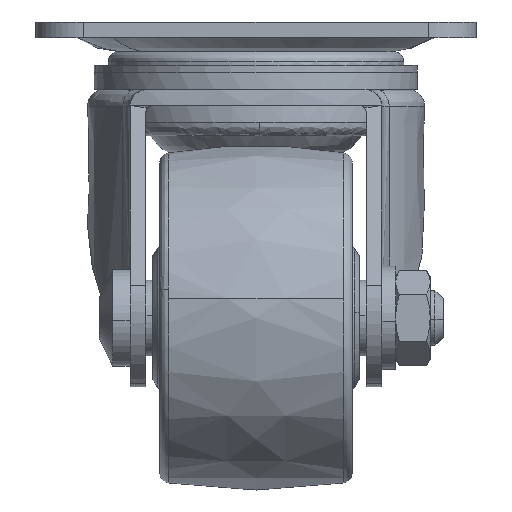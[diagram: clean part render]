
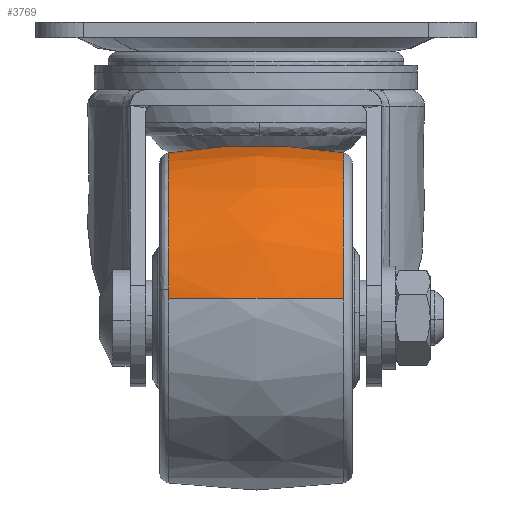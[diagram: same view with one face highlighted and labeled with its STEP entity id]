
A CAD part, left-side view. The second image highlights one B-rep face of the part: STEP entity #3769.
In plain terms, the highlighted free-form (B-spline) face has degree [2, 2] with [5, 5] control points.
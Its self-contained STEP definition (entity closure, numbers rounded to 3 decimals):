
#2201=CARTESIAN_POINT('',(0.0,-12.739,-19.021));
#2202=VERTEX_POINT('',#2201);
#2216=CARTESIAN_POINT('',(-23.819,-12.739,-40.231));
#2217=VERTEX_POINT('',#2216);
#2218=CARTESIAN_POINT('',(0.0,-12.739,-19.021));
#2219=CARTESIAN_POINT('',(-21.353,-12.739,-19.021));
#2220=CARTESIAN_POINT('',(-23.819,-12.739,-40.231));
#2228=(BOUNDED_CURVE()B_SPLINE_CURVE(2,(#2218,#2219,#2220),.UNSPECIFIED.,.F.,.U.)B_SPLINE_CURVE_WITH_KNOTS((3,3),(0.5,0.73),.UNSPECIFIED.)CURVE()GEOMETRIC_REPRESENTATION_ITEM()RATIONAL_B_SPLINE_CURVE((1.0,0.731,0.957))REPRESENTATION_ITEM(''));
#2229=EDGE_CURVE('',#2202,#2217,#2228,.T.);
#3432=CARTESIAN_POINT('',(0.0,12.739,-19.021));
#3433=VERTEX_POINT('',#3432);
#3496=CARTESIAN_POINT('',(-23.609,12.739,-38.803));
#3497=VERTEX_POINT('',#3496);
#3511=CARTESIAN_POINT('',(0.0,12.739,-19.021));
#3512=CARTESIAN_POINT('',(-20.092,12.739,-19.021));
#3513=CARTESIAN_POINT('',(-23.609,12.739,-38.803));
#3521=(BOUNDED_CURVE()B_SPLINE_CURVE(2,(#3511,#3512,#3513),.UNSPECIFIED.,.F.,.U.)B_SPLINE_CURVE_WITH_KNOTS((3,3),(0.5,0.72),.UNSPECIFIED.)CURVE()GEOMETRIC_REPRESENTATION_ITEM()RATIONAL_B_SPLINE_CURVE((1.0,0.742,0.938))REPRESENTATION_ITEM(''));
#3522=EDGE_CURVE('',#3433,#3497,#3521,.T.);
#3571=CARTESIAN_POINT('',(-23.819,12.739,-40.231));
#3572=VERTEX_POINT('',#3571);
#3588=CARTESIAN_POINT('',(-23.609,12.739,-38.803));
#3589=CARTESIAN_POINT('',(-23.735,12.739,-39.514));
#3590=CARTESIAN_POINT('',(-23.819,12.739,-40.231));
#3598=(BOUNDED_CURVE()B_SPLINE_CURVE(2,(#3588,#3589,#3590),.UNSPECIFIED.,.F.,.U.)B_SPLINE_CURVE_WITH_KNOTS((3,3),(0.72,0.73),.UNSPECIFIED.)CURVE()GEOMETRIC_REPRESENTATION_ITEM()RATIONAL_B_SPLINE_CURVE((0.938,0.947,0.957))REPRESENTATION_ITEM(''));
#3599=EDGE_CURVE('',#3497,#3572,#3598,.T.);
#3690=CARTESIAN_POINT('',(-23.819,-12.739,-40.231));
#3691=CARTESIAN_POINT('',(-24.833,-6.41,-40.113));
#3692=CARTESIAN_POINT('',(-24.833,0.,-40.113));
#3693=CARTESIAN_POINT('',(-24.833,6.41,-40.113));
#3694=CARTESIAN_POINT('',(-23.819,12.739,-40.231));
#3702=(BOUNDED_CURVE()B_SPLINE_CURVE(2,(#3690,#3691,#3692,#3693,#3694),.UNSPECIFIED.,.F.,.U.)B_SPLINE_CURVE_WITH_KNOTS((3,2,3),(0.4,0.5,0.6),.UNSPECIFIED.)CURVE()GEOMETRIC_REPRESENTATION_ITEM()RATIONAL_B_SPLINE_CURVE((0.932,0.941,0.957,0.941,0.932))REPRESENTATION_ITEM(''));
#3703=EDGE_CURVE('',#2217,#3572,#3702,.T.);
#3708=CARTESIAN_POINT('',(0.0,-12.739,-19.021));
#3709=CARTESIAN_POINT('',(0.0,-6.41,-18.));
#3710=CARTESIAN_POINT('',(0.0,0.,-18.0));
#3711=CARTESIAN_POINT('',(0.0,6.41,-18.));
#3712=CARTESIAN_POINT('',(0.0,12.739,-19.021));
#3720=(BOUNDED_CURVE()B_SPLINE_CURVE(2,(#3708,#3709,#3710,#3711,#3712),.UNSPECIFIED.,.F.,.U.)B_SPLINE_CURVE_WITH_KNOTS((3,2,3),(0.4,0.5,0.6),.UNSPECIFIED.)CURVE()GEOMETRIC_REPRESENTATION_ITEM()RATIONAL_B_SPLINE_CURVE((0.974,0.984,1.0,0.984,0.974))REPRESENTATION_ITEM(''));
#3721=EDGE_CURVE('',#2202,#3433,#3720,.T.);
#3729=CARTESIAN_POINT('',(0.154,-14.015,-19.237));
#3730=CARTESIAN_POINT('',(0.162,-7.062,-18.));
#3731=CARTESIAN_POINT('',(0.162,0.,-18.0));
#3732=CARTESIAN_POINT('',(0.162,7.062,-18.));
#3733=CARTESIAN_POINT('',(0.154,14.015,-19.237));
#3734=CARTESIAN_POINT('',(0.077,-14.015,-19.237));
#3735=CARTESIAN_POINT('',(0.081,-7.062,-18.));
#3736=CARTESIAN_POINT('',(0.081,0.,-18.));
#3737=CARTESIAN_POINT('',(0.081,7.062,-18.0));
#3738=CARTESIAN_POINT('',(0.077,14.015,-19.237));
#3739=CARTESIAN_POINT('',(-21.161,-14.015,-19.237));
#3740=CARTESIAN_POINT('',(-22.262,-7.062,-18.));
#3741=CARTESIAN_POINT('',(-22.262,0.,-18.));
#3742=CARTESIAN_POINT('',(-22.262,7.062,-18.));
#3743=CARTESIAN_POINT('',(-21.161,14.015,-19.237));
#3744=CARTESIAN_POINT('',(-23.613,-14.015,-40.336));
#3745=CARTESIAN_POINT('',(-24.843,-7.062,-40.198));
#3746=CARTESIAN_POINT('',(-24.843,0.,-40.198));
#3747=CARTESIAN_POINT('',(-24.843,7.062,-40.198));
#3748=CARTESIAN_POINT('',(-23.613,14.015,-40.336));
#3749=CARTESIAN_POINT('',(-23.622,-14.015,-40.416));
#3750=CARTESIAN_POINT('',(-24.852,-7.062,-40.282));
#3751=CARTESIAN_POINT('',(-24.852,0.,-40.282));
#3752=CARTESIAN_POINT('',(-24.852,7.062,-40.282));
#3753=CARTESIAN_POINT('',(-23.622,14.015,-40.416));
#3761=(BOUNDED_SURFACE()B_SPLINE_SURFACE(2,2,((#3729,#3734,#3739,#3744,#3749),(#3730,#3735,#3740,#3745,#3750),(#3731,#3736,#3741,#3746,#3751),(#3732,#3737,#3742,#3747,#3752),(#3733,#3738,#3743,#3748,#3753)),.UNSPECIFIED.,.F.,.F.,.U.)B_SPLINE_SURFACE_WITH_KNOTS((3,2,3),(3,1,1,3),(0.0,14.27,28.541),(0.0,0.19,38.256,38.447),.UNSPECIFIED.)GEOMETRIC_REPRESENTATION_ITEM()RATIONAL_B_SPLINE_SURFACE(((0.975,0.973,0.71,0.931,0.932),(0.985,0.983,0.717,0.941,0.942),(1.003,1.001,0.731,0.958,0.959),(0.985,0.983,0.717,0.941,0.942),(0.975,0.973,0.71,0.931,0.932)))REPRESENTATION_ITEM('')SURFACE());
#3762=ORIENTED_EDGE('',*,*,#2229,.F.);
#3763=ORIENTED_EDGE('',*,*,#3721,.T.);
#3764=ORIENTED_EDGE('',*,*,#3522,.T.);
#3765=ORIENTED_EDGE('',*,*,#3599,.T.);
#3766=ORIENTED_EDGE('',*,*,#3703,.F.);
#3767=EDGE_LOOP('',(#3762,#3763,#3764,#3765,#3766));
#3768=FACE_OUTER_BOUND('',#3767,.T.);
#3769=ADVANCED_FACE('',(#3768),#3761,.T.);
